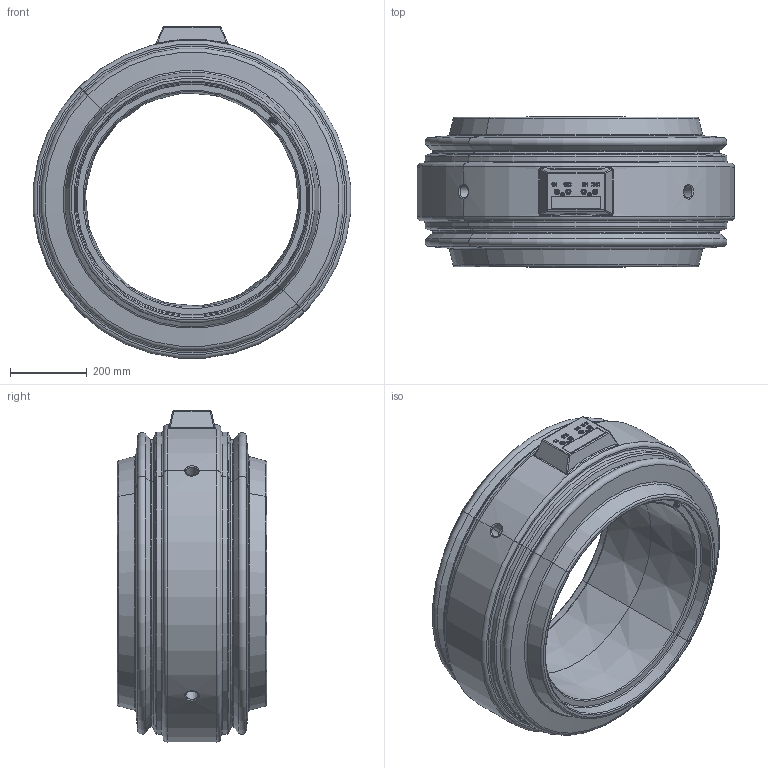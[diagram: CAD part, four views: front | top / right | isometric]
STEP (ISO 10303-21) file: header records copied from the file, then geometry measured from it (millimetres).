
FILE_DESCRIPTION (( 'STEP AP203' ), '1' );
FILE_NAME ('ÒØË-20-1 (14-18)êÀ.STEP', '2019-02-14T04:50:08', ( '' ), ( '' ), 'SwSTEP 2.0', 'SolidWorks 2010', '' );
FILE_SCHEMA (( 'CONFIG_CONTROL_DESIGN' ));
Length unit declared in the file: millimetre
Products named in the file (1): ÒØË-20-1 (14-18)êÀ
Bounding box: 826.84 x 390 x 865.42 mm (x, y, z)
Surface area: 2274019 mm2 (no closed solid volume)
Topology: 0 solids, 14 shells, 286 faces, 821 edges, 547 vertices
Faces by surface type: plane 92, cone 69, cylinder 56, torus 48, bspline 15, sphere 6
Entity records: 11816 total; most frequent: CARTESIAN_POINT 4148, DIRECTION 1748, ORIENTED_EDGE 1381, EDGE_CURVE 817, AXIS2_PLACEMENT_3D 701, VERTEX_POINT 545, CIRCLE 429, LINE 346
